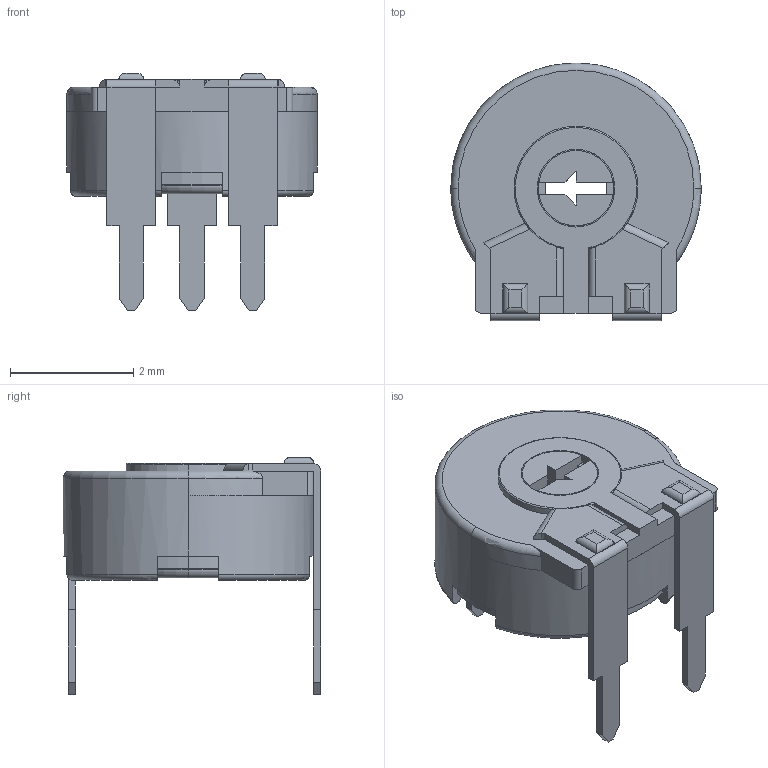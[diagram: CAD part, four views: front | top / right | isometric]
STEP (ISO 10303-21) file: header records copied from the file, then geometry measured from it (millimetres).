
FILE_DESCRIPTION(('STEP AP214'),'1');
FILE_NAME('tmp0.step','2017-01-11T00:14:10',(' '),(' '),'Spatial InterOp 3D',' ',' ');
FILE_SCHEMA(('automotive_design'));
Length unit declared in the file: millimetre
Products named in the file (1): NONE
Bounding box: 4.06 x 4.17 x 3.84 mm (x, y, z)
Volume: 22 mm3; surface area: 84.9 mm2
Topology: 1 solids, 1 shells, 183 faces, 501 edges, 327 vertices
Faces by surface type: plane 112, cylinder 48, torus 18, bspline 5
Entity records: 7412 total; most frequent: CARTESIAN_POINT 1297, ORIENTED_EDGE 1002, DIRECTION 929, EDGE_CURVE 501, LINE 333, VECTOR 333, VERTEX_POINT 327, AXIS2_PLACEMENT_3D 298
